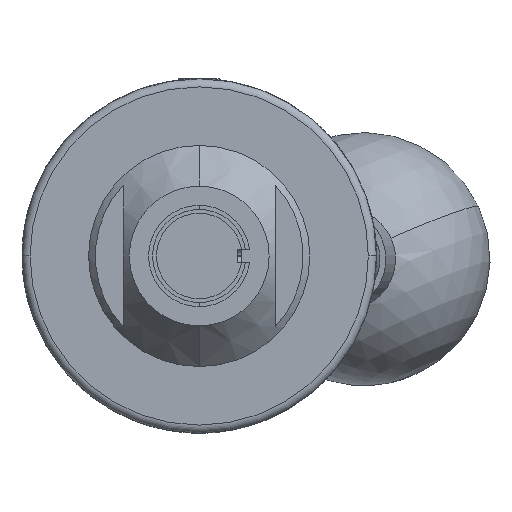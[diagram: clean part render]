
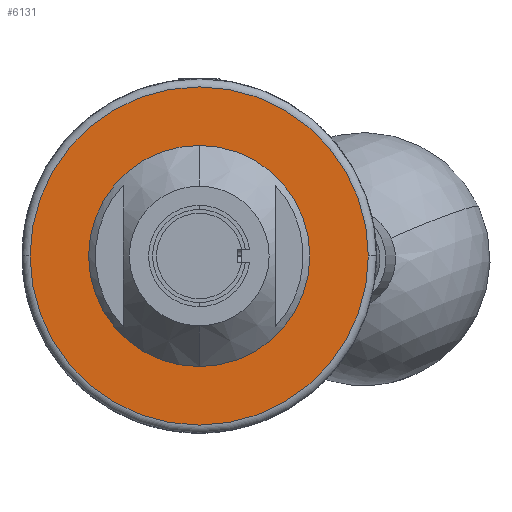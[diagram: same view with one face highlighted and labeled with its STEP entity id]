
A CAD part, left-side view. The second image highlights one B-rep face of the part: STEP entity #6131.
In plain terms, the highlighted planar face has unit normal (-1, 0, 0).
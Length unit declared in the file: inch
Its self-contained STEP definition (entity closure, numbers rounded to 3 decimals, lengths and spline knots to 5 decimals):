
#269 = CIRCLE ( 'NONE', #13311, 0.27344 ) ;
#441 = CARTESIAN_POINT ( 'NONE',  ( -2.918, 0., 0. ) ) ;
#601 = DIRECTION ( 'NONE',  ( -1., 0., 0. ) ) ;
#1286 = VERTEX_POINT ( 'NONE', #12093 ) ;
#1434 = AXIS2_PLACEMENT_3D ( 'NONE', #5203, #4202, #10558 ) ;
#1867 = DIRECTION ( 'NONE',  ( 0., -1., 0. ) ) ;
#2392 = EDGE_LOOP ( 'NONE', ( #9576, #10899 ) ) ;
#3522 = DIRECTION ( 'NONE',  ( -1., 0., 0. ) ) ;
#4202 = DIRECTION ( 'NONE',  ( -1., 0., 0. ) ) ;
#4616 = VERTEX_POINT ( 'NONE', #9665 ) ;
#4752 = DIRECTION ( 'NONE',  ( 0., -1., 0. ) ) ;
#5203 = CARTESIAN_POINT ( 'NONE',  ( -2.918, 0., 0. ) ) ;
#5297 = CIRCLE ( 'NONE', #9617, 0.835 ) ;
#5669 = DIRECTION ( 'NONE',  ( 0., 0., -1. ) ) ;
#5744 = CARTESIAN_POINT ( 'NONE',  ( -2.918, 0., 0. ) ) ;
#5837 = EDGE_CURVE ( 'NONE', #8942, #4616, #5297, .T. ) ;
#6064 = CARTESIAN_POINT ( 'NONE',  ( -2.918, 0., 0. ) ) ;
#6131 = ADVANCED_FACE ( 'NONE', ( #10061, #12376 ), #8080, .F. ) ;
#6733 = EDGE_CURVE ( 'NONE', #1286, #11001, #8138, .T. ) ;
#6744 = CIRCLE ( 'NONE', #9551, 0.835 ) ;
#6905 = ORIENTED_EDGE ( 'NONE', *, *, #6733, .F. ) ;
#7149 = CARTESIAN_POINT ( 'NONE',  ( -2.918, 0., -0.27344 ) ) ;
#7338 = DIRECTION ( 'NONE',  ( 1., 0., 0. ) ) ;
#8029 = EDGE_CURVE ( 'NONE', #4616, #8942, #6744, .T. ) ;
#8080 = PLANE ( 'NONE',  #11369 ) ;
#8138 = CIRCLE ( 'NONE', #1434, 0.27344 ) ;
#8608 = CARTESIAN_POINT ( 'NONE',  ( -2.918, -0.875, 0. ) ) ;
#8851 = EDGE_CURVE ( 'NONE', #11001, #1286, #269, .T. ) ;
#8942 = VERTEX_POINT ( 'NONE', #13369 ) ;
#9551 = AXIS2_PLACEMENT_3D ( 'NONE', #6064, #10053, #1867 ) ;
#9576 = ORIENTED_EDGE ( 'NONE', *, *, #8029, .T. ) ;
#9617 = AXIS2_PLACEMENT_3D ( 'NONE', #5744, #601, #4752 ) ;
#9665 = CARTESIAN_POINT ( 'NONE',  ( -2.918, -0.835, 0. ) ) ;
#10053 = DIRECTION ( 'NONE',  ( -1., 0., 0. ) ) ;
#10061 = FACE_BOUND ( 'NONE', #11747, .T. ) ;
#10558 = DIRECTION ( 'NONE',  ( 0., 0., -1. ) ) ;
#10899 = ORIENTED_EDGE ( 'NONE', *, *, #5837, .T. ) ;
#11001 = VERTEX_POINT ( 'NONE', #7149 ) ;
#11369 = AXIS2_PLACEMENT_3D ( 'NONE', #8608, #7338, #12685 ) ;
#11747 = EDGE_LOOP ( 'NONE', ( #11760, #6905 ) ) ;
#11760 = ORIENTED_EDGE ( 'NONE', *, *, #8851, .F. ) ;
#12093 = CARTESIAN_POINT ( 'NONE',  ( -2.918, 0., 0.27344 ) ) ;
#12376 = FACE_OUTER_BOUND ( 'NONE', #2392, .T. ) ;
#12685 = DIRECTION ( 'NONE',  ( 0., -1., 0. ) ) ;
#13311 = AXIS2_PLACEMENT_3D ( 'NONE', #441, #3522, #5669 ) ;
#13369 = CARTESIAN_POINT ( 'NONE',  ( -2.918, 0.835, 0. ) ) ;
